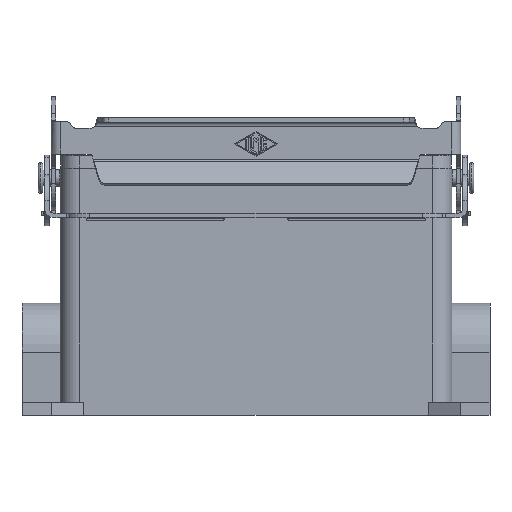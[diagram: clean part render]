
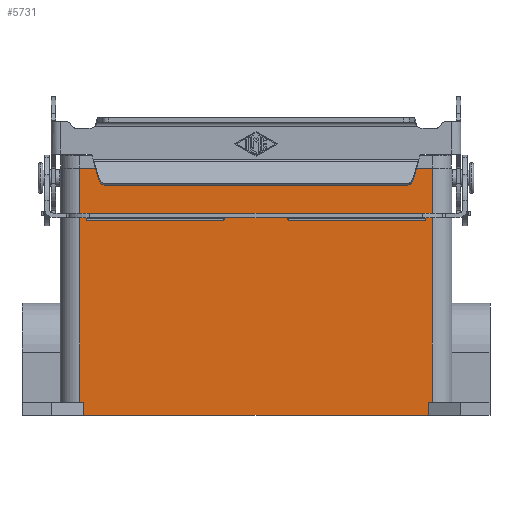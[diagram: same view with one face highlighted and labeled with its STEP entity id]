
A CAD part, front view. The second image highlights one B-rep face of the part: STEP entity #5731.
In plain terms, the highlighted planar face has unit normal (0, -1, 0).
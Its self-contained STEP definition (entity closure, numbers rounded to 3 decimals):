
#2297=CARTESIAN_POINT('',(53.0,-22.25,-73.0));
#2298=VERTEX_POINT('',#2297);
#2305=CARTESIAN_POINT('',(-53.0,-22.25,-73.0));
#2306=VERTEX_POINT('',#2305);
#2307=CARTESIAN_POINT('',(53.0,-22.25,-73.0));
#2308=DIRECTION('',(-1.0,0.0,0.0));
#2309=VECTOR('',#2308,106.0);
#2310=LINE('',#2307,#2309);
#2311=EDGE_CURVE('',#2298,#2306,#2310,.T.);
#2458=CARTESIAN_POINT('',(-53.0,-22.25,-69.));
#2459=VERTEX_POINT('',#2458);
#2466=CARTESIAN_POINT('',(-54.25,-22.25,-69.));
#2467=VERTEX_POINT('',#2466);
#2468=CARTESIAN_POINT('',(-53.0,-22.25,-69.));
#2469=DIRECTION('',(-1.0,0.0,0.0));
#2470=VECTOR('',#2469,1.25);
#2471=LINE('',#2468,#2470);
#2472=EDGE_CURVE('',#2459,#2467,#2471,.T.);
#2768=CARTESIAN_POINT('',(54.25,-22.25,-69.));
#2769=VERTEX_POINT('',#2768);
#2777=CARTESIAN_POINT('',(53.0,-22.25,-69.));
#2778=VERTEX_POINT('',#2777);
#2779=CARTESIAN_POINT('',(54.25,-22.25,-69.));
#2780=DIRECTION('',(-1.0,0.0,0.0));
#2781=VECTOR('',#2780,1.25);
#2782=LINE('',#2779,#2781);
#2783=EDGE_CURVE('',#2769,#2778,#2782,.T.);
#5435=CARTESIAN_POINT('',(-54.25,-22.25,3.));
#5436=VERTEX_POINT('',#5435);
#5437=CARTESIAN_POINT('',(-54.25,-22.25,-69.));
#5438=DIRECTION('',(0.0,0.0,1.0));
#5439=VECTOR('',#5438,72.0);
#5440=LINE('',#5437,#5439);
#5441=EDGE_CURVE('',#2467,#5436,#5440,.T.);
#5486=CARTESIAN_POINT('',(54.25,-22.25,3.));
#5487=VERTEX_POINT('',#5486);
#5495=CARTESIAN_POINT('',(54.25,-22.25,-69.));
#5496=DIRECTION('',(0.0,0.0,1.0));
#5497=VECTOR('',#5496,72.0);
#5498=LINE('',#5495,#5497);
#5499=EDGE_CURVE('',#2769,#5487,#5498,.T.);
#5518=CARTESIAN_POINT('',(54.25,-22.25,3.));
#5519=DIRECTION('',(-1.0,0.0,0.0));
#5520=VECTOR('',#5519,108.5);
#5521=LINE('',#5518,#5520);
#5522=EDGE_CURVE('',#5487,#5436,#5521,.T.);
#5700=CARTESIAN_POINT('',(53.0,-22.25,-73.0));
#5701=DIRECTION('',(0.0,0.0,1.0));
#5702=VECTOR('',#5701,4.);
#5703=LINE('',#5700,#5702);
#5704=EDGE_CURVE('',#2298,#2778,#5703,.T.);
#5711=CARTESIAN_POINT('',(53.0,-22.25,-73.0));
#5712=DIRECTION('',(0.0,-1.0,0.0));
#5713=DIRECTION('',(0.0,0.0,-1.0));
#5714=AXIS2_PLACEMENT_3D('',#5711,#5712,#5713);
#5715=PLANE('',#5714);
#5716=CARTESIAN_POINT('',(-53.0,-22.25,-73.0));
#5717=DIRECTION('',(0.0,0.0,1.0));
#5718=VECTOR('',#5717,4.);
#5719=LINE('',#5716,#5718);
#5720=EDGE_CURVE('',#2306,#2459,#5719,.T.);
#5721=ORIENTED_EDGE('',*,*,#5720,.F.);
#5722=ORIENTED_EDGE('',*,*,#2311,.F.);
#5723=ORIENTED_EDGE('',*,*,#5704,.T.);
#5724=ORIENTED_EDGE('',*,*,#2783,.F.);
#5725=ORIENTED_EDGE('',*,*,#5499,.T.);
#5726=ORIENTED_EDGE('',*,*,#5522,.T.);
#5727=ORIENTED_EDGE('',*,*,#5441,.F.);
#5728=ORIENTED_EDGE('',*,*,#2472,.F.);
#5729=EDGE_LOOP('',(#5721,#5722,#5723,#5724,#5725,#5726,#5727,#5728));
#5730=FACE_OUTER_BOUND('',#5729,.T.);
#5731=ADVANCED_FACE('',(#5730),#5715,.T.);
